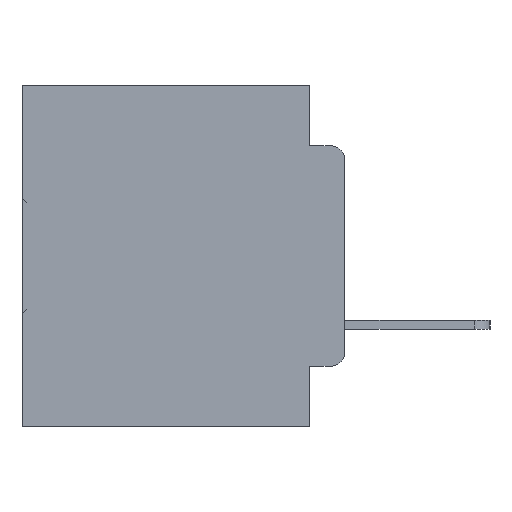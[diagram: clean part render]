
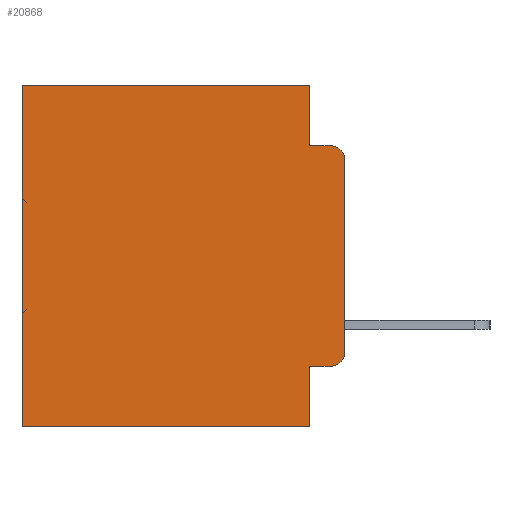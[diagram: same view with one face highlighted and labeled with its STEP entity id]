
A CAD part, left-side view. The second image highlights one B-rep face of the part: STEP entity #20868.
In plain terms, the highlighted planar face has unit normal (-1, 0, 0).
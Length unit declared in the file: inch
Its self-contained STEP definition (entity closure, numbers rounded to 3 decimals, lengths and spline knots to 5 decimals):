
#67 = CARTESIAN_POINT ( 'NONE',  ( 0.298, 0.051, -0.0885 ) ) ;
#114 = EDGE_CURVE ( 'NONE', #2751, #14598, #5870, .T. ) ;
#677 = LINE ( 'NONE', #21640, #31346 ) ;
#1014 = CARTESIAN_POINT ( 'NONE',  ( 0.298, 0.02, -0.3915 ) ) ;
#2276 = CARTESIAN_POINT ( 'NONE',  ( 0.298, 0.02, -0.1085 ) ) ;
#2299 = VERTEX_POINT ( 'NONE', #22616 ) ;
#2371 = CARTESIAN_POINT ( 'NONE',  ( 0.298, 0.473, -0.5 ) ) ;
#2751 = VERTEX_POINT ( 'NONE', #5091 ) ;
#2799 = LINE ( 'NONE', #16744, #18015 ) ;
#3290 = CARTESIAN_POINT ( 'NONE',  ( 0.298, 0., 0. ) ) ;
#3362 = DIRECTION ( 'NONE',  ( 0., 0., -1. ) ) ;
#4062 = DIRECTION ( 'NONE',  ( 0., 0., -1. ) ) ;
#4732 = EDGE_LOOP ( 'NONE', ( #8853, #8575, #9044, #12006, #11835, #13074, #17399, #18547, #14180, #14727 ) ) ;
#5091 = CARTESIAN_POINT ( 'NONE',  ( 0.298, 0.473, 0. ) ) ;
#5262 = LINE ( 'NONE', #33316, #33540 ) ;
#5312 = DIRECTION ( 'NONE',  ( 0., 0., -1. ) ) ;
#5870 = LINE ( 'NONE', #35112, #34028 ) ;
#6196 = EDGE_CURVE ( 'NONE', #28751, #27093, #677, .T. ) ;
#6210 = CARTESIAN_POINT ( 'NONE',  ( 0.298, 0., -0.1085 ) ) ;
#6289 = DIRECTION ( 'NONE',  ( 0., 1., 0. ) ) ;
#6518 = VERTEX_POINT ( 'NONE', #18922 ) ;
#7883 = DIRECTION ( 'NONE',  ( 0., -1., 0. ) ) ;
#8161 = EDGE_CURVE ( 'NONE', #27093, #20406, #28839, .T. ) ;
#8415 = DIRECTION ( 'NONE',  ( 0., 0., -1. ) ) ;
#8575 = ORIENTED_EDGE ( 'NONE', *, *, #11944, .T. ) ;
#8647 = EDGE_CURVE ( 'NONE', #6518, #14598, #33045, .T. ) ;
#8853 = ORIENTED_EDGE ( 'NONE', *, *, #17548, .F. ) ;
#8936 = CARTESIAN_POINT ( 'NONE',  ( 0.298, 0., -0.5 ) ) ;
#9044 = ORIENTED_EDGE ( 'NONE', *, *, #8161, .F. ) ;
#9928 = DIRECTION ( 'NONE',  ( 0., 1., 0. ) ) ;
#10470 = AXIS2_PLACEMENT_3D ( 'NONE', #2276, #22278, #5312 ) ;
#11231 = DIRECTION ( 'NONE',  ( 0., 0., -1. ) ) ;
#11432 = VECTOR ( 'NONE', #9928, 39.37008 ) ;
#11814 = CARTESIAN_POINT ( 'NONE',  ( 0.298, 0.051, -0.0885 ) ) ;
#11835 = ORIENTED_EDGE ( 'NONE', *, *, #22809, .T. ) ;
#11944 = EDGE_CURVE ( 'NONE', #31965, #20406, #21234, .T. ) ;
#12006 = ORIENTED_EDGE ( 'NONE', *, *, #6196, .F. ) ;
#13074 = ORIENTED_EDGE ( 'NONE', *, *, #114, .T. ) ;
#14180 = ORIENTED_EDGE ( 'NONE', *, *, #32623, .T. ) ;
#14598 = VERTEX_POINT ( 'NONE', #2371 ) ;
#14727 = ORIENTED_EDGE ( 'NONE', *, *, #29318, .T. ) ;
#16744 = CARTESIAN_POINT ( 'NONE',  ( 0.298, 0.051, 0. ) ) ;
#17399 = ORIENTED_EDGE ( 'NONE', *, *, #8647, .F. ) ;
#17548 = EDGE_CURVE ( 'NONE', #31965, #2299, #22376, .T. ) ;
#17714 = CIRCLE ( 'NONE', #25004, 0.02 ) ;
#18015 = VECTOR ( 'NONE', #8415, 39.37008 ) ;
#18336 = FACE_OUTER_BOUND ( 'NONE', #4732, .T. ) ;
#18547 = ORIENTED_EDGE ( 'NONE', *, *, #34236, .F. ) ;
#18922 = CARTESIAN_POINT ( 'NONE',  ( 0.298, 0.051, -0.5 ) ) ;
#19000 = DIRECTION ( 'NONE',  ( 0., 0., -1. ) ) ;
#19176 = CARTESIAN_POINT ( 'NONE',  ( 0.298, 0.051, 0. ) ) ;
#19698 = CARTESIAN_POINT ( 'NONE',  ( 0.298, 0.02, -0.0885 ) ) ;
#20063 = DIRECTION ( 'NONE',  ( 0., 0., -1. ) ) ;
#20406 = VERTEX_POINT ( 'NONE', #19698 ) ;
#20868 = ADVANCED_FACE ( 'NONE', ( #18336 ), #29886, .F. ) ;
#21102 = DIRECTION ( 'NONE',  ( -1., 0., 0. ) ) ;
#21234 = CIRCLE ( 'NONE', #10470, 0.02 ) ;
#21502 = AXIS2_PLACEMENT_3D ( 'NONE', #32319, #34783, #19000 ) ;
#21539 = VECTOR ( 'NONE', #7883, 39.37008 ) ;
#21640 = CARTESIAN_POINT ( 'NONE',  ( 0.298, 0.051, 0. ) ) ;
#22278 = DIRECTION ( 'NONE',  ( -1., 0., 0. ) ) ;
#22376 = LINE ( 'NONE', #30463, #35284 ) ;
#22458 = VERTEX_POINT ( 'NONE', #34265 ) ;
#22616 = CARTESIAN_POINT ( 'NONE',  ( 0.298, 0., -0.3915 ) ) ;
#22809 = EDGE_CURVE ( 'NONE', #28751, #2751, #23023, .T. ) ;
#22960 = DIRECTION ( 'NONE',  ( 0., -1., 0. ) ) ;
#23023 = LINE ( 'NONE', #3290, #35090 ) ;
#25004 = AXIS2_PLACEMENT_3D ( 'NONE', #1014, #21102, #4062 ) ;
#27093 = VERTEX_POINT ( 'NONE', #67 ) ;
#28751 = VERTEX_POINT ( 'NONE', #19176 ) ;
#28839 = LINE ( 'NONE', #11814, #21539 ) ;
#29318 = EDGE_CURVE ( 'NONE', #22458, #2299, #17714, .T. ) ;
#29886 = PLANE ( 'NONE',  #21502 ) ;
#30463 = CARTESIAN_POINT ( 'NONE',  ( 0.298, 0., 0. ) ) ;
#31346 = VECTOR ( 'NONE', #20063, 39.37008 ) ;
#31965 = VERTEX_POINT ( 'NONE', #6210 ) ;
#32319 = CARTESIAN_POINT ( 'NONE',  ( 0.298, 0., 0. ) ) ;
#32623 = EDGE_CURVE ( 'NONE', #34304, #22458, #5262, .T. ) ;
#32948 = CARTESIAN_POINT ( 'NONE',  ( 0.298, 0.051, -0.4115 ) ) ;
#33045 = LINE ( 'NONE', #8936, #11432 ) ;
#33316 = CARTESIAN_POINT ( 'NONE',  ( 0.298, 0.051, -0.4115 ) ) ;
#33540 = VECTOR ( 'NONE', #22960, 39.37008 ) ;
#34028 = VECTOR ( 'NONE', #3362, 39.37008 ) ;
#34236 = EDGE_CURVE ( 'NONE', #34304, #6518, #2799, .T. ) ;
#34265 = CARTESIAN_POINT ( 'NONE',  ( 0.298, 0.02, -0.4115 ) ) ;
#34304 = VERTEX_POINT ( 'NONE', #32948 ) ;
#34783 = DIRECTION ( 'NONE',  ( 1., 0., 0. ) ) ;
#35090 = VECTOR ( 'NONE', #6289, 39.37008 ) ;
#35112 = CARTESIAN_POINT ( 'NONE',  ( 0.298, 0.473, 0. ) ) ;
#35284 = VECTOR ( 'NONE', #11231, 39.37008 ) ;
